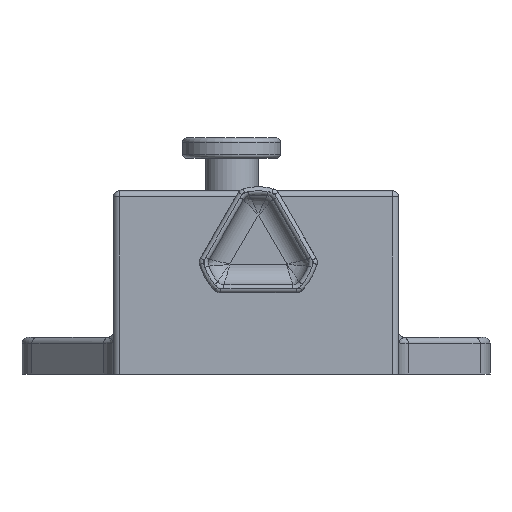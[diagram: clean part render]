
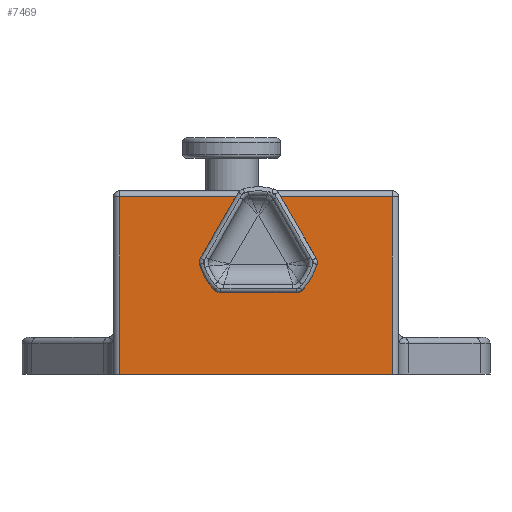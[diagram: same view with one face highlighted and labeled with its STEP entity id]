
A CAD part, front view. The second image highlights one B-rep face of the part: STEP entity #7469.
In plain terms, the highlighted planar face has unit normal (0, -1, 0).
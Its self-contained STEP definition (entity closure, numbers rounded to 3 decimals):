
#14 = ORIENTED_EDGE ( 'NONE', *, *, #10466, .F. ) ;
#304 = DIRECTION ( 'NONE',  ( 0., 0., -1. ) ) ;
#341 = DIRECTION ( 'NONE',  ( 1., 0., 0. ) ) ;
#428 = EDGE_LOOP ( 'NONE', ( #9184, #14 ) ) ;
#925 = VERTEX_POINT ( 'NONE', #7134 ) ;
#1157 = AXIS2_PLACEMENT_3D ( 'NONE', #1408, #8768, #1530 ) ;
#1267 = DIRECTION ( 'NONE',  ( 0., -1., 0. ) ) ;
#1303 = LINE ( 'NONE', #9744, #8321 ) ;
#1321 = CARTESIAN_POINT ( 'NONE',  ( 1.5, 0., 0. ) ) ;
#1408 = CARTESIAN_POINT ( 'NONE',  ( 70., 0., 9. ) ) ;
#1461 = CARTESIAN_POINT ( 'NONE',  ( 70., 0., 43.5 ) ) ;
#1462 = VECTOR ( 'NONE', #2503, 1000. ) ;
#1530 = DIRECTION ( 'NONE',  ( 0., 0., 1. ) ) ;
#2205 = EDGE_CURVE ( 'NONE', #5405, #5688, #5370, .T. ) ;
#2384 = FACE_OUTER_BOUND ( 'NONE', #9817, .T. ) ;
#2503 = DIRECTION ( 'NONE',  ( -1., 0., 0. ) ) ;
#3199 = LINE ( 'NONE', #7190, #4784 ) ;
#3373 = CARTESIAN_POINT ( 'NONE',  ( 35., 0., 25. ) ) ;
#3839 = CARTESIAN_POINT ( 'NONE',  ( 35., 0., 31. ) ) ;
#4110 = DIRECTION ( 'NONE',  ( 0., 0., 1. ) ) ;
#4610 = EDGE_CURVE ( 'NONE', #7268, #6713, #1303, .T. ) ;
#4784 = VECTOR ( 'NONE', #11812, 1000. ) ;
#5146 = LINE ( 'NONE', #8885, #9746 ) ;
#5370 = CIRCLE ( 'NONE', #9674, 6. ) ;
#5405 = VERTEX_POINT ( 'NONE', #3373 ) ;
#5688 = VERTEX_POINT ( 'NONE', #9488 ) ;
#5961 = FACE_BOUND ( 'NONE', #428, .T. ) ;
#6542 = CIRCLE ( 'NONE', #10057, 6. ) ;
#6713 = VERTEX_POINT ( 'NONE', #10762 ) ;
#6794 = EDGE_CURVE ( 'NONE', #8156, #925, #10708, .T. ) ;
#6799 = CARTESIAN_POINT ( 'NONE',  ( 35., 0., 31. ) ) ;
#7134 = CARTESIAN_POINT ( 'NONE',  ( 1.5, 0., 43.5 ) ) ;
#7190 = CARTESIAN_POINT ( 'NONE',  ( 1.5, 0., 9. ) ) ;
#7268 = VERTEX_POINT ( 'NONE', #1321 ) ;
#7469 = ADVANCED_FACE ( 'NONE', ( #5961, #2384 ), #9847, .F. ) ;
#7503 = EDGE_CURVE ( 'NONE', #6713, #8156, #5146, .T. ) ;
#7688 = ORIENTED_EDGE ( 'NONE', *, *, #4610, .T. ) ;
#7712 = ORIENTED_EDGE ( 'NONE', *, *, #7503, .T. ) ;
#8156 = VERTEX_POINT ( 'NONE', #11357 ) ;
#8321 = VECTOR ( 'NONE', #341, 1000. ) ;
#8385 = DIRECTION ( 'NONE',  ( 0., 0., -1. ) ) ;
#8768 = DIRECTION ( 'NONE',  ( 0., 1., 0. ) ) ;
#8885 = CARTESIAN_POINT ( 'NONE',  ( 68.5, 0., 9. ) ) ;
#9184 = ORIENTED_EDGE ( 'NONE', *, *, #2205, .F. ) ;
#9218 = ORIENTED_EDGE ( 'NONE', *, *, #6794, .T. ) ;
#9488 = CARTESIAN_POINT ( 'NONE',  ( 35., 0., 37. ) ) ;
#9674 = AXIS2_PLACEMENT_3D ( 'NONE', #6799, #1267, #304 ) ;
#9744 = CARTESIAN_POINT ( 'NONE',  ( 70., 0., 0. ) ) ;
#9746 = VECTOR ( 'NONE', #4110, 1000. ) ;
#9817 = EDGE_LOOP ( 'NONE', ( #7688, #7712, #9218, #11492 ) ) ;
#9847 = PLANE ( 'NONE',  #1157 ) ;
#10030 = EDGE_CURVE ( 'NONE', #925, #7268, #3199, .T. ) ;
#10057 = AXIS2_PLACEMENT_3D ( 'NONE', #3839, #10952, #8385 ) ;
#10466 = EDGE_CURVE ( 'NONE', #5688, #5405, #6542, .T. ) ;
#10708 = LINE ( 'NONE', #1461, #1462 ) ;
#10762 = CARTESIAN_POINT ( 'NONE',  ( 68.5, 0., 0. ) ) ;
#10952 = DIRECTION ( 'NONE',  ( 0., -1., 0. ) ) ;
#11357 = CARTESIAN_POINT ( 'NONE',  ( 68.5, 0., 43.5 ) ) ;
#11492 = ORIENTED_EDGE ( 'NONE', *, *, #10030, .T. ) ;
#11812 = DIRECTION ( 'NONE',  ( 0., 0., -1. ) ) ;
